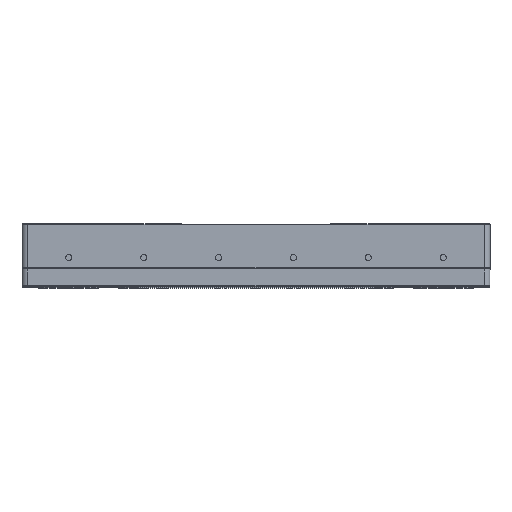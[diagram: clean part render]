
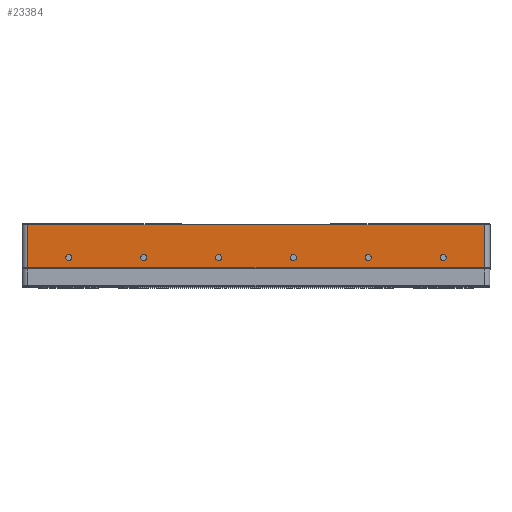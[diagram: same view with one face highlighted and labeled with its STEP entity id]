
A CAD part, top view. The second image highlights one B-rep face of the part: STEP entity #23384.
In plain terms, the highlighted planar face has unit normal (0, 0, 1).
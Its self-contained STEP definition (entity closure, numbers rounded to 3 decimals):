
#173 = DIRECTION ( 'NONE',  ( 1., 0., 0. ) ) ;
#374 = DIRECTION ( 'NONE',  ( 1., 0., 0. ) ) ;
#1403 = ORIENTED_EDGE ( 'NONE', *, *, #21164, .T. ) ;
#1487 = FACE_BOUND ( 'NONE', #26889, .T. ) ;
#1881 = VERTEX_POINT ( 'NONE', #25818 ) ;
#2913 = LINE ( 'NONE', #19146, #31716 ) ;
#3650 = CIRCLE ( 'NONE', #24744, 1.65 ) ;
#4187 = FACE_BOUND ( 'NONE', #8792, .T. ) ;
#4421 = CIRCLE ( 'NONE', #24353, 1.65 ) ;
#4467 = EDGE_LOOP ( 'NONE', ( #33427 ) ) ;
#5864 = DIRECTION ( 'NONE',  ( -1., 0., 0. ) ) ;
#5935 = EDGE_CURVE ( 'NONE', #16592, #9941, #30504, .T. ) ;
#5996 = LINE ( 'NONE', #29929, #34675 ) ;
#6252 = CARTESIAN_POINT ( 'NONE',  ( 122., 12., 75. ) ) ;
#6528 = ORIENTED_EDGE ( 'NONE', *, *, #13417, .T. ) ;
#6923 = VERTEX_POINT ( 'NONE', #35352 ) ;
#7217 = PLANE ( 'NONE',  #20629 ) ;
#7654 = VERTEX_POINT ( 'NONE', #31604 ) ;
#7782 = CARTESIAN_POINT ( 'NONE',  ( -18.35, -6., 75. ) ) ;
#7848 = VECTOR ( 'NONE', #5864, 1000. ) ;
#8443 = DIRECTION ( 'NONE',  ( 1., 0., 0. ) ) ;
#8455 = AXIS2_PLACEMENT_3D ( 'NONE', #27218, #21328, #13475 ) ;
#8759 = DIRECTION ( 'NONE',  ( 0., 0., -1. ) ) ;
#8792 = EDGE_LOOP ( 'NONE', ( #1403 ) ) ;
#8888 = CARTESIAN_POINT ( 'NONE',  ( 100., -6., 75. ) ) ;
#9066 = DIRECTION ( 'NONE',  ( 1., 0., 0. ) ) ;
#9941 = VERTEX_POINT ( 'NONE', #21046 ) ;
#9993 = VECTOR ( 'NONE', #17141, 1000. ) ;
#10215 = ORIENTED_EDGE ( 'NONE', *, *, #12899, .T. ) ;
#10234 = FACE_OUTER_BOUND ( 'NONE', #12055, .T. ) ;
#10257 = EDGE_LOOP ( 'NONE', ( #13975 ) ) ;
#10327 = VERTEX_POINT ( 'NONE', #34968 ) ;
#10621 = DIRECTION ( 'NONE',  ( 0., 0., -1. ) ) ;
#12055 = EDGE_LOOP ( 'NONE', ( #35313, #12094, #25509, #6528, #10215, #29852 ) ) ;
#12094 = ORIENTED_EDGE ( 'NONE', *, *, #29578, .T. ) ;
#12374 = CIRCLE ( 'NONE', #15816, 1.65 ) ;
#12386 = FACE_BOUND ( 'NONE', #20903, .T. ) ;
#12899 = EDGE_CURVE ( 'NONE', #6923, #16592, #33394, .T. ) ;
#13085 = AXIS2_PLACEMENT_3D ( 'NONE', #8888, #24953, #9066 ) ;
#13086 = DIRECTION ( 'NONE',  ( 0., 0., 1. ) ) ;
#13417 = EDGE_CURVE ( 'NONE', #1881, #6923, #2913, .T. ) ;
#13475 = DIRECTION ( 'NONE',  ( 1., 0., 0. ) ) ;
#13676 = VERTEX_POINT ( 'NONE', #7782 ) ;
#13975 = ORIENTED_EDGE ( 'NONE', *, *, #31217, .T. ) ;
#14137 = CIRCLE ( 'NONE', #8455, 1.65 ) ;
#15137 = DIRECTION ( 'NONE',  ( 1., 0., 0. ) ) ;
#15554 = ORIENTED_EDGE ( 'NONE', *, *, #16958, .T. ) ;
#15759 = EDGE_CURVE ( 'NONE', #7654, #7654, #3650, .T. ) ;
#15816 = AXIS2_PLACEMENT_3D ( 'NONE', #35090, #10621, #26534 ) ;
#15853 = CARTESIAN_POINT ( 'NONE',  ( 122., 11.5, 75. ) ) ;
#16592 = VERTEX_POINT ( 'NONE', #15853 ) ;
#16825 = DIRECTION ( 'NONE',  ( 0., 0., -1. ) ) ;
#16917 = CARTESIAN_POINT ( 'NONE',  ( 101.65, -6., 75. ) ) ;
#16958 = EDGE_CURVE ( 'NONE', #10327, #10327, #12374, .T. ) ;
#17141 = DIRECTION ( 'NONE',  ( 0., 1., 0. ) ) ;
#17804 = CARTESIAN_POINT ( 'NONE',  ( -58.35, -6., 75. ) ) ;
#18099 = CARTESIAN_POINT ( 'NONE',  ( -40., 11.5, 75. ) ) ;
#18283 = VERTEX_POINT ( 'NONE', #23470 ) ;
#18445 = DIRECTION ( 'NONE',  ( 1., 0., 0. ) ) ;
#19146 = CARTESIAN_POINT ( 'NONE',  ( -125., -11.5, 75. ) ) ;
#19759 = EDGE_CURVE ( 'NONE', #32747, #9941, #5996, .T. ) ;
#20629 = AXIS2_PLACEMENT_3D ( 'NONE', #29004, #13086, #18445 ) ;
#20903 = EDGE_LOOP ( 'NONE', ( #30690 ) ) ;
#20923 = CIRCLE ( 'NONE', #32892, 1.65 ) ;
#20949 = VECTOR ( 'NONE', #22456, 1000. ) ;
#21046 = CARTESIAN_POINT ( 'NONE',  ( 40., 11.5, 75. ) ) ;
#21164 = EDGE_CURVE ( 'NONE', #30669, #30669, #35340, .T. ) ;
#21328 = DIRECTION ( 'NONE',  ( 0., 0., -1. ) ) ;
#22456 = DIRECTION ( 'NONE',  ( 0., -1., 0. ) ) ;
#23201 = VECTOR ( 'NONE', #24185, 1000. ) ;
#23276 = FACE_BOUND ( 'NONE', #32245, .T. ) ;
#23384 = ADVANCED_FACE ( 'NONE', ( #4187, #25964, #1487, #12386, #23276, #34182, #10234 ), #7217, .T. ) ;
#23470 = CARTESIAN_POINT ( 'NONE',  ( 61.65, -6., 75. ) ) ;
#23592 = VERTEX_POINT ( 'NONE', #33264 ) ;
#23667 = LINE ( 'NONE', #34909, #23201 ) ;
#23862 = CARTESIAN_POINT ( 'NONE',  ( -20., -6., 75. ) ) ;
#24185 = DIRECTION ( 'NONE',  ( -1., 0., 0. ) ) ;
#24353 = AXIS2_PLACEMENT_3D ( 'NONE', #23862, #34933, #15137 ) ;
#24642 = CARTESIAN_POINT ( 'NONE',  ( -60., -6., 75. ) ) ;
#24744 = AXIS2_PLACEMENT_3D ( 'NONE', #29691, #16825, #374 ) ;
#24953 = DIRECTION ( 'NONE',  ( 0., 0., -1. ) ) ;
#25200 = EDGE_CURVE ( 'NONE', #31377, #31377, #20923, .T. ) ;
#25509 = ORIENTED_EDGE ( 'NONE', *, *, #25772, .T. ) ;
#25772 = EDGE_CURVE ( 'NONE', #23592, #1881, #31382, .T. ) ;
#25818 = CARTESIAN_POINT ( 'NONE',  ( -122., -11.5, 75. ) ) ;
#25831 = EDGE_CURVE ( 'NONE', #13676, #13676, #4421, .T. ) ;
#25964 = FACE_BOUND ( 'NONE', #4467, .T. ) ;
#26534 = DIRECTION ( 'NONE',  ( 1., 0., 0. ) ) ;
#26889 = EDGE_LOOP ( 'NONE', ( #29940 ) ) ;
#27218 = CARTESIAN_POINT ( 'NONE',  ( 60., -6., 75. ) ) ;
#27810 = CARTESIAN_POINT ( 'NONE',  ( -122., 12., 75. ) ) ;
#28337 = CARTESIAN_POINT ( 'NONE',  ( -125., 11.5, 75. ) ) ;
#29004 = CARTESIAN_POINT ( 'NONE',  ( -125., 12., 75. ) ) ;
#29578 = EDGE_CURVE ( 'NONE', #32747, #23592, #23667, .T. ) ;
#29691 = CARTESIAN_POINT ( 'NONE',  ( -100., -6., 75. ) ) ;
#29852 = ORIENTED_EDGE ( 'NONE', *, *, #5935, .T. ) ;
#29929 = CARTESIAN_POINT ( 'NONE',  ( 0., 11.5, 75. ) ) ;
#29940 = ORIENTED_EDGE ( 'NONE', *, *, #25200, .T. ) ;
#30504 = LINE ( 'NONE', #28337, #7848 ) ;
#30669 = VERTEX_POINT ( 'NONE', #16917 ) ;
#30690 = ORIENTED_EDGE ( 'NONE', *, *, #25831, .T. ) ;
#31217 = EDGE_CURVE ( 'NONE', #18283, #18283, #14137, .T. ) ;
#31377 = VERTEX_POINT ( 'NONE', #17804 ) ;
#31382 = LINE ( 'NONE', #27810, #20949 ) ;
#31604 = CARTESIAN_POINT ( 'NONE',  ( -98.35, -6., 75. ) ) ;
#31716 = VECTOR ( 'NONE', #8443, 1000. ) ;
#32245 = EDGE_LOOP ( 'NONE', ( #15554 ) ) ;
#32747 = VERTEX_POINT ( 'NONE', #18099 ) ;
#32892 = AXIS2_PLACEMENT_3D ( 'NONE', #24642, #8759, #173 ) ;
#33138 = DIRECTION ( 'NONE',  ( 1., 0., 0. ) ) ;
#33264 = CARTESIAN_POINT ( 'NONE',  ( -122., 11.5, 75. ) ) ;
#33394 = LINE ( 'NONE', #6252, #9993 ) ;
#33427 = ORIENTED_EDGE ( 'NONE', *, *, #15759, .T. ) ;
#34182 = FACE_BOUND ( 'NONE', #10257, .T. ) ;
#34675 = VECTOR ( 'NONE', #33138, 1000. ) ;
#34909 = CARTESIAN_POINT ( 'NONE',  ( -125., 11.5, 75. ) ) ;
#34933 = DIRECTION ( 'NONE',  ( 0., 0., -1. ) ) ;
#34968 = CARTESIAN_POINT ( 'NONE',  ( 21.65, -6., 75. ) ) ;
#35090 = CARTESIAN_POINT ( 'NONE',  ( 20., -6., 75. ) ) ;
#35313 = ORIENTED_EDGE ( 'NONE', *, *, #19759, .F. ) ;
#35340 = CIRCLE ( 'NONE', #13085, 1.65 ) ;
#35352 = CARTESIAN_POINT ( 'NONE',  ( 122., -11.5, 75. ) ) ;
